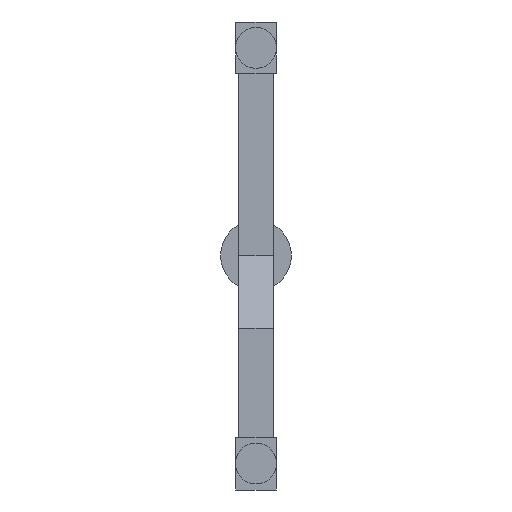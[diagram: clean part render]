
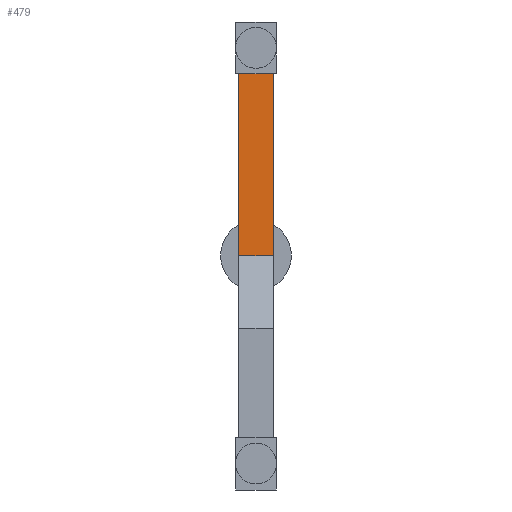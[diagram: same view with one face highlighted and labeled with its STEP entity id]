
A CAD part, front view. The second image highlights one B-rep face of the part: STEP entity #479.
In plain terms, the highlighted planar face has unit normal (0, -1, 0).
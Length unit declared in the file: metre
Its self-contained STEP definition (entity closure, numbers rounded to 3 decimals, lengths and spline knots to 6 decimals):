
#101 = CARTESIAN_POINT ( 'NONE',  ( -0.000105, 0.000574, 0. ) ) ;
#156 = CARTESIAN_POINT ( 'NONE',  ( -0.000105, 0.000574, 0. ) ) ;
#187 = EDGE_LOOP ( 'NONE', ( #1014, #1176, #1223, #1113 ) ) ;
#240 = CARTESIAN_POINT ( 'NONE',  ( -0.000105, 0.000574, 0. ) ) ;
#241 = DIRECTION ( 'NONE',  ( 1., 0., 0. ) ) ;
#265 = DIRECTION ( 'NONE',  ( 0., 1., 0. ) ) ;
#300 = LINE ( 'NONE', #240, #1680 ) ;
#316 = EDGE_CURVE ( 'NONE', #1855, #638, #845, .T. ) ;
#472 = FACE_OUTER_BOUND ( 'NONE', #187, .T. ) ;
#479 = ADVANCED_FACE ( 'NONE', ( #472 ), #730, .F. ) ;
#519 = VECTOR ( 'NONE', #241, 1. ) ;
#564 = DIRECTION ( 'NONE',  ( 1., 0., 0. ) ) ;
#628 = CARTESIAN_POINT ( 'NONE',  ( 0.000105, 0.000574, 0. ) ) ;
#638 = VERTEX_POINT ( 'NONE', #1398 ) ;
#730 = PLANE ( 'NONE',  #1745 ) ;
#803 = VERTEX_POINT ( 'NONE', #1850 ) ;
#845 = LINE ( 'NONE', #1642, #1166 ) ;
#923 = LINE ( 'NONE', #1943, #519 ) ;
#970 = DIRECTION ( 'NONE',  ( 0., 0., 1. ) ) ;
#984 = CARTESIAN_POINT ( 'NONE',  ( -0.000105, 0.000574, 0. ) ) ;
#1014 = ORIENTED_EDGE ( 'NONE', *, *, #1956, .T. ) ;
#1113 = ORIENTED_EDGE ( 'NONE', *, *, #1140, .F. ) ;
#1140 = EDGE_CURVE ( 'NONE', #1914, #803, #1536, .T. ) ;
#1166 = VECTOR ( 'NONE', #1336, 1. ) ;
#1176 = ORIENTED_EDGE ( 'NONE', *, *, #316, .T. ) ;
#1223 = ORIENTED_EDGE ( 'NONE', *, *, #1931, .F. ) ;
#1336 = DIRECTION ( 'NONE',  ( 0., 0., 1. ) ) ;
#1398 = CARTESIAN_POINT ( 'NONE',  ( 0.000105, 0.000574, 0.001145 ) ) ;
#1491 = VECTOR ( 'NONE', #970, 1. ) ;
#1528 = DIRECTION ( 'NONE',  ( 0., 0., 1. ) ) ;
#1536 = LINE ( 'NONE', #984, #1491 ) ;
#1642 = CARTESIAN_POINT ( 'NONE',  ( 0.000105, 0.000574, 0. ) ) ;
#1680 = VECTOR ( 'NONE', #564, 1. ) ;
#1745 = AXIS2_PLACEMENT_3D ( 'NONE', #101, #265, #1528 ) ;
#1850 = CARTESIAN_POINT ( 'NONE',  ( -0.000105, 0.000574, 0.001145 ) ) ;
#1855 = VERTEX_POINT ( 'NONE', #628 ) ;
#1914 = VERTEX_POINT ( 'NONE', #156 ) ;
#1931 = EDGE_CURVE ( 'NONE', #803, #638, #923, .T. ) ;
#1943 = CARTESIAN_POINT ( 'NONE',  ( -0.000105, 0.000574, 0.001145 ) ) ;
#1956 = EDGE_CURVE ( 'NONE', #1914, #1855, #300, .T. ) ;
